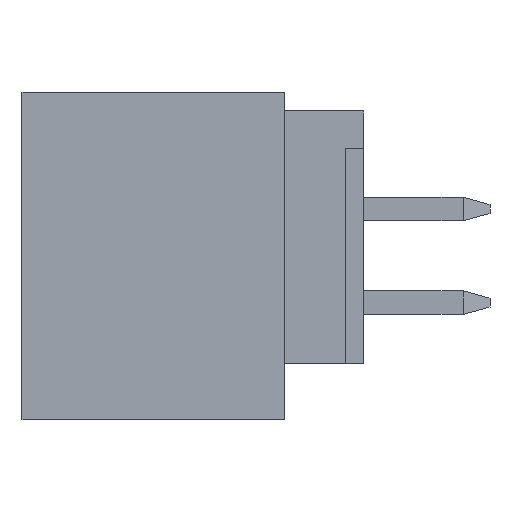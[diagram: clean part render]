
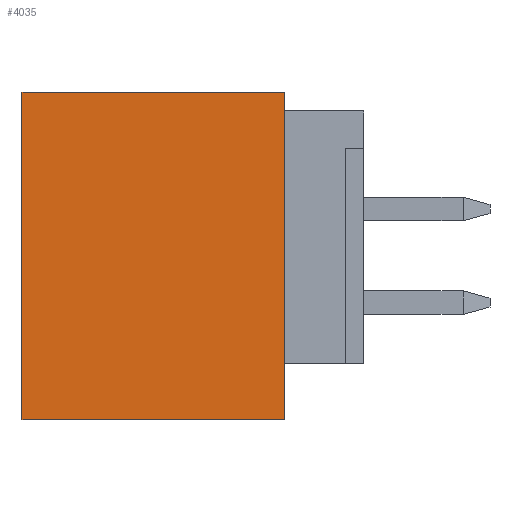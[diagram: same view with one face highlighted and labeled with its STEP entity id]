
A CAD part, left-side view. The second image highlights one B-rep face of the part: STEP entity #4035.
In plain terms, the highlighted planar face has unit normal (-1, 0, 0).
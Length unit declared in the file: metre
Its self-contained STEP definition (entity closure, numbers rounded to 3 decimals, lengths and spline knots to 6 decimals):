
#1237=ORIENTED_EDGE('',*,*,#1345,.T.);
#1238=ORIENTED_EDGE('',*,*,#1329,.F.);
#1239=ORIENTED_EDGE('',*,*,#1774,.F.);
#1240=ORIENTED_EDGE('',*,*,#1775,.T.);
#1329=EDGE_CURVE('',#1842,#1843,#2174,.T.);
#1345=EDGE_CURVE('',#1854,#1843,#2190,.T.);
#1774=EDGE_CURVE('',#2101,#1842,#2617,.T.);
#1775=EDGE_CURVE('',#2101,#1854,#2618,.T.);
#1842=VERTEX_POINT('',#6305);
#1843=VERTEX_POINT('',#6307);
#1854=VERTEX_POINT('',#6338);
#2101=VERTEX_POINT('',#7201);
#2174=LINE('',#6306,#2691);
#2190=LINE('',#6337,#2707);
#2617=LINE('',#7202,#3134);
#2618=LINE('',#7204,#3135);
#2691=VECTOR('',#5293,1.);
#2707=VECTOR('',#5317,1.);
#3134=VECTOR('',#6124,1.);
#3135=VECTOR('',#6127,1.);
#3369=EDGE_LOOP('',(#1237,#1238,#1239,#1240));
#3604=FACE_BOUND('',#3369,.T.);
#3817=PLANE('',#5145);
#4035=ADVANCED_FACE('',(#3604),#3817,.T.);
#5145=AXIS2_PLACEMENT_3D('',#7203,#6125,#6126);
#5293=DIRECTION('',(0.,-1.,0.));
#5317=DIRECTION('',(0.,0.,1.));
#6124=DIRECTION('',(0.,0.,1.));
#6125=DIRECTION('',(-1.,0.,0.));
#6126=DIRECTION('',(0.,-1.,0.));
#6127=DIRECTION('',(0.,-1.,0.));
#6305=CARTESIAN_POINT('',(-0.00889,0.003555,0.004445));
#6306=CARTESIAN_POINT('',(-0.00889,0.003555,0.004445));
#6307=CARTESIAN_POINT('',(-0.00889,-0.003555,0.004445));
#6337=CARTESIAN_POINT('',(-0.00889,-0.003555,-0.004445));
#6338=CARTESIAN_POINT('',(-0.00889,-0.003555,-0.004445));
#7201=CARTESIAN_POINT('',(-0.00889,0.003555,-0.004445));
#7202=CARTESIAN_POINT('',(-0.00889,0.003555,-0.004445));
#7203=CARTESIAN_POINT('',(-0.00889,0.003555,-0.004445));
#7204=CARTESIAN_POINT('',(-0.00889,0.003555,-0.004445));
